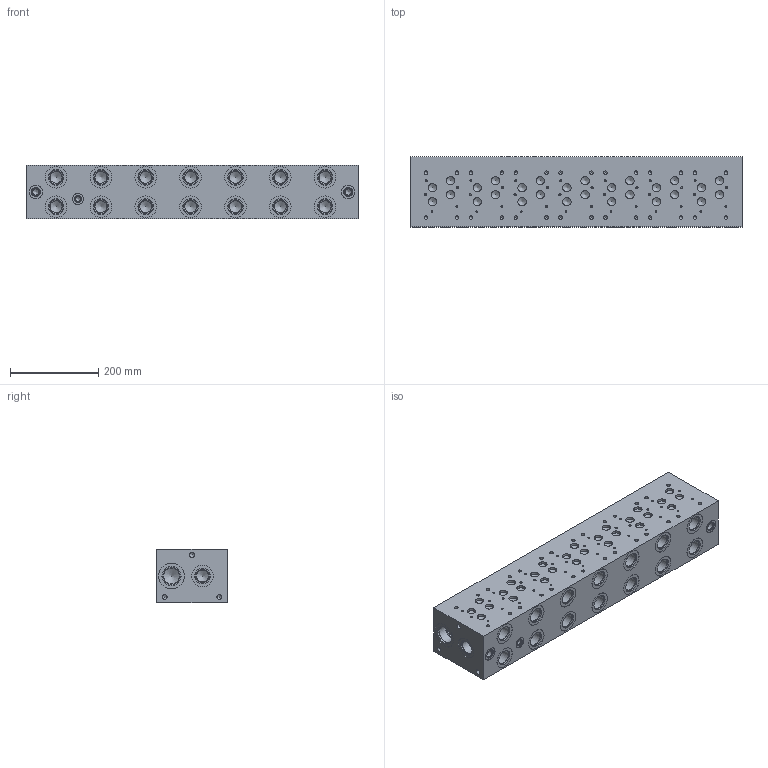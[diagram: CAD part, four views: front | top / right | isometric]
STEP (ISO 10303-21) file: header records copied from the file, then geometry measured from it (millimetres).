
FILE_DESCRIPTION((''),'2;1');
FILE_NAME('AD07HP074S.stp','2013-11-20T10:46:02',('juliea'),(''),'Autodesk Inventor 2012','Autodesk Inventor 2012','');
FILE_SCHEMA(('AUTOMOTIVE_DESIGN { 1 0 10303 214 1 1 1 1 }'));
Length unit declared in the file: millimetre
Products named in the file (1): AD07HP074S
Bounding box: 752.48 x 158.75 x 120.65 mm (x, y, z)
Volume: 13756851.6 mm3; surface area: 565007.5 mm2
Topology: 1 solids, 1 shells, 368 faces, 812 edges, 488 vertices
Faces by surface type: cylinder 181, cone 139, plane 48
Full cylindrical faces by diameter (mm): 3.175 x7, 4.369 x14, 5.105 x14, 7.925 x28, 10.719 x7, 12.9 x1, 14.275 x2, 15.596 x1, 17.501 x2, 19.05 x28, 20.599 x2, 25.019 x1, 27 x16, 30.251 x2, 31.267 x16, 35.509 x16, 35.712 x2, 39.218 x2, 43.51 x2, 48.971 x16, 57.963 x2
Entity records: 7422 total; most frequent: DIRECTION 1474, CARTESIAN_POINT 1113, ORIENTED_EDGE 748, AXIS2_PLACEMENT_3D 731, EDGE_LOOP 730, EDGE_CURVE 374, VERTEX_POINT 370, FACE_OUTER_BOUND 368
